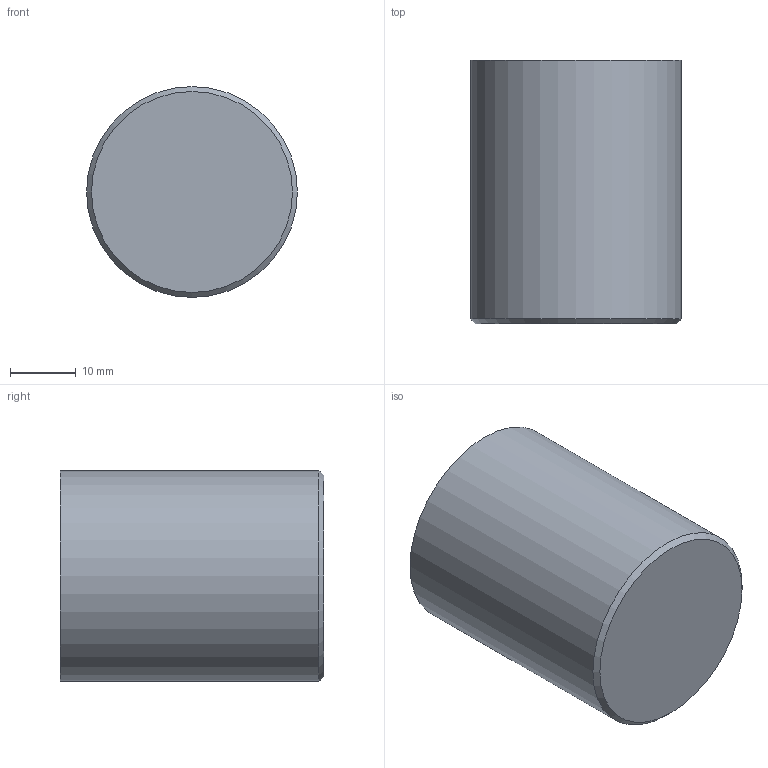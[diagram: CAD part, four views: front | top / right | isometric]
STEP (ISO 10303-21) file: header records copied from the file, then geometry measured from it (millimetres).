
FILE_DESCRIPTION(/* description */ (''),/* implementation_level */ '2;1');
FILE_NAME(/* name */ 'GM17308 -.stp',/* time_stamp */ '2019-09-30T11:48:44+02:00',/* author */ ('PV'),/* organization */ (''),/* preprocessor_version */ 'ST-DEVELOPER v17.2',/* originating_system */ 'Autodesk Inventor 2019',/* authorisation */ '');
FILE_SCHEMA (('AUTOMOTIVE_DESIGN { 1 0 10303 214 3 1 1 }'));
Length unit declared in the file: millimetre
Products named in the file (5): GM17308; E0114870; E0114868; E0114871; E0116737
Assembly tree (5 placements, depth 2):
  GM17308
    E0114870
    E0114868  x2
    E0114871
    E0116737
Bounding box: 32 x 40 x 32 mm (x, y, z)
Volume: 32088.1 mm3; surface area: 23325.3 mm2
Topology: 5 solids, 5 shells, 62 faces, 153 edges, 103 vertices
Faces by surface type: plane 38, bspline 16, cylinder 7, cone 1
Full cylindrical faces by diameter (mm): 29.6 x2, 32 x1
Entity records: 2112 total; most frequent: CARTESIAN_POINT 570, ORIENTED_EDGE 294, DIRECTION 236, EDGE_CURVE 147, VERTEX_POINT 99, LINE 98, VECTOR 98, AXIS2_PLACEMENT_3D 69
